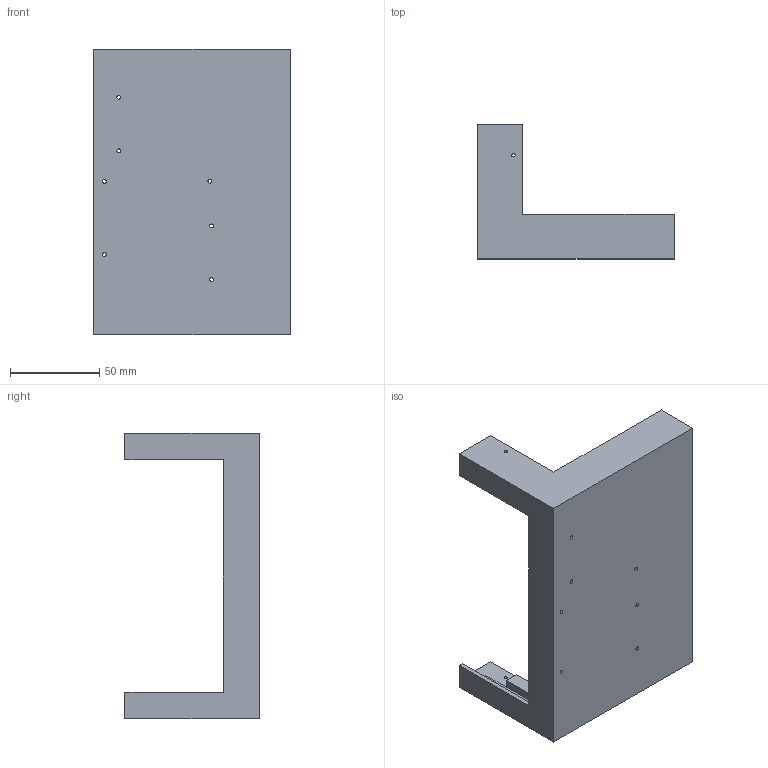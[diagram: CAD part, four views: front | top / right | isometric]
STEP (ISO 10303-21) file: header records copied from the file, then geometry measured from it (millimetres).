
FILE_DESCRIPTION (( 'STEP AP203' ), '1' );
FILE_NAME ('30-JR-0016-02.STEP', '2022-05-02T09:07:03', ( '' ), ( '' ), 'SwSTEP 2.0', 'SolidWorks 2020', '' );
FILE_SCHEMA (( 'CONFIG_CONTROL_DESIGN' ));
Length unit declared in the file: millimetre
Products named in the file (1): 30-JR-0016-02
Bounding box: 110 x 75 x 160 mm (x, y, z)
Volume: 98913.6 mm3; surface area: 66366.5 mm2
Topology: 1 solids, 1 shells, 62 faces, 180 edges, 120 vertices
Faces by surface type: plane 44, cylinder 18
Entity records: 2153 total; most frequent: CARTESIAN_POINT 363, ORIENTED_EDGE 360, DIRECTION 342, EDGE_CURVE 180, VECTOR 144, LINE 144, VERTEX_POINT 120, AXIS2_PLACEMENT_3D 99
